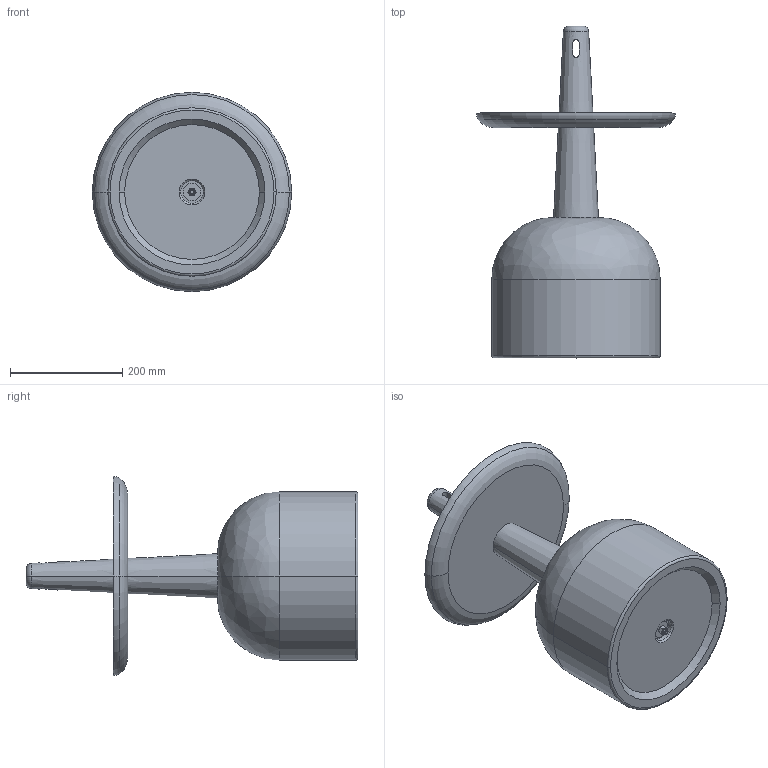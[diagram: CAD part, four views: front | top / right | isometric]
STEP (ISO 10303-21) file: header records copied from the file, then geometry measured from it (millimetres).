
FILE_DESCRIPTION((''),'2;1');
FILE_NAME('C49A0001_ASM','2017-03-16T',('luca'),(''),'PRO/ENGINEER BY PARAMETRIC TECHNOLOGY CORPORATION, 2010020','PRO/ENGINEER BY PARAMETRIC TECHNOLOGY CORPORATION, 2010020','');
FILE_SCHEMA(('CONFIG_CONTROL_DESIGN'));
Length unit declared in the file: millimetre
Products named in the file (6): C49P0001; C49P0004; BARRA; RONDELLA; DADO; C49A0001_ASM
Assembly tree (5 placements, depth 2):
  C49A0001_ASM
    C49P0001
    C49P0004
    BARRA
    RONDELLA
    DADO
Bounding box: 355 x 591 x 355 mm (x, y, z)
Volume: 18293379.2 mm3; surface area: 641433.8 mm2
Topology: 5 solids, 7 shells, 93 faces, 198 edges, 124 vertices
Faces by surface type: plane 27, cone 26, cylinder 26, torus 12, bspline 2
Entity records: 2909 total; most frequent: CARTESIAN_POINT 676, DIRECTION 500, ORIENTED_EDGE 388, AXIS2_PLACEMENT_3D 220, EDGE_CURVE 198, VERTEX_POINT 124, CIRCLE 114, EDGE_LOOP 110
